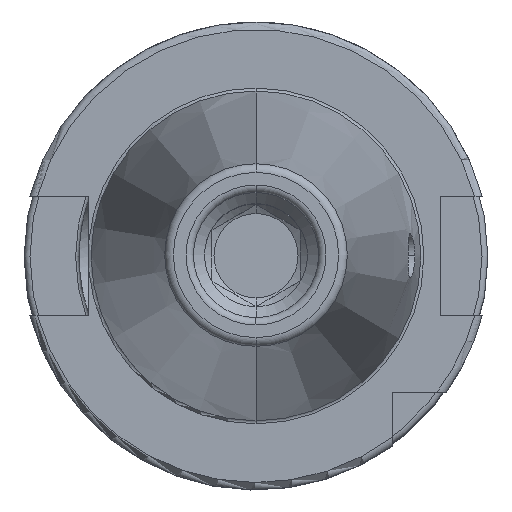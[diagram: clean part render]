
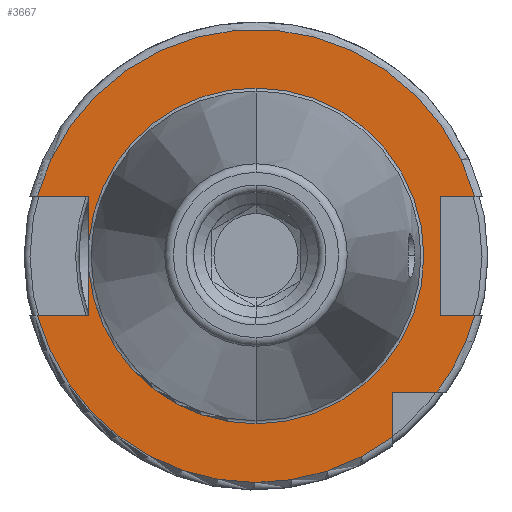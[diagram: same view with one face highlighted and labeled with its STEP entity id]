
A CAD part, top view. The second image highlights one B-rep face of the part: STEP entity #3667.
In plain terms, the highlighted planar face has unit normal (0, 0, 1).
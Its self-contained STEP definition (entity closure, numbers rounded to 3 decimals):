
#353=DIRECTION('',(1,0,0));
#354=VECTOR('',#353,7.004);
#355=CARTESIAN_POINT('',(-29.704,-8.05,15.9));
#356=LINE('',#355,#354);
#357=DIRECTION('',(0,1,0));
#358=VECTOR('',#357,5.917);
#359=CARTESIAN_POINT('',(-22.7,-8.05,15.9));
#360=LINE('',#359,#358);
#361=DIRECTION('',(0,1,0));
#362=VECTOR('',#361,5.917);
#363=CARTESIAN_POINT('',(-22.7,2.133,15.9));
#364=LINE('',#363,#362);
#365=DIRECTION('',(1,0,0));
#366=VECTOR('',#365,7.004);
#367=CARTESIAN_POINT('',(-29.704,8.05,15.9));
#368=LINE('',#367,#366);
#369=DIRECTION('',(-1,0,0));
#370=VECTOR('',#369,4.704);
#371=CARTESIAN_POINT('',(29.704,8.05,15.9));
#372=LINE('',#371,#370);
#373=DIRECTION('',(0,-1,0));
#374=VECTOR('',#373,16.1);
#375=CARTESIAN_POINT('',(25,8.05,15.9));
#376=LINE('',#375,#374);
#377=DIRECTION('',(-1,0,0));
#378=VECTOR('',#377,4.704);
#379=CARTESIAN_POINT('',(29.704,-8.05,15.9));
#380=LINE('',#379,#378);
#381=CARTESIAN_POINT('',(0,0,15.9));
#382=DIRECTION('',(0,0,1));
#383=DIRECTION('',(0.799,-0.601,0));
#384=AXIS2_PLACEMENT_3D('',#381,#382,#383);
#386=DIRECTION('',(-1,0,0));
#387=VECTOR('',#386,6.094);
#388=CARTESIAN_POINT('',(24.594,-18.5,15.9));
#389=LINE('',#388,#387);
#390=DIRECTION('',(0,1,0));
#391=VECTOR('',#390,6.094);
#392=CARTESIAN_POINT('',(18.5,-24.594,15.9));
#393=LINE('',#392,#391);
#404=CARTESIAN_POINT('',(0,0,15.9));
#405=DIRECTION('',(0,0,1));
#406=DIRECTION('',(0,1,0));
#407=AXIS2_PLACEMENT_3D('',#404,#405,#406);
#419=CARTESIAN_POINT('',(0,0,15.9));
#420=DIRECTION('',(0,0,1));
#421=DIRECTION('',(-0.996,-0.094,0));
#422=AXIS2_PLACEMENT_3D('',#419,#420,#421);
#424=CARTESIAN_POINT('',(0,0,15.9));
#425=DIRECTION('',(0,0,-1));
#426=DIRECTION('',(0,1,0));
#427=AXIS2_PLACEMENT_3D('',#424,#425,#426);
#2147=CARTESIAN_POINT('',(0,0,15.9));
#2148=DIRECTION('',(0,0,1));
#2149=DIRECTION('',(0.965,0.262,0));
#2150=AXIS2_PLACEMENT_3D('',#2147,#2148,#2149);
#2198=CARTESIAN_POINT('',(0,0,15.9));
#2199=DIRECTION('',(0,0,1));
#2200=DIRECTION('',(-0.965,-0.262,0));
#2201=AXIS2_PLACEMENT_3D('',#2198,#2199,#2200);
#2638=CARTESIAN_POINT('',(0,22.8,15.9));
#2640=VERTEX_POINT('',#2638);
#2660=CARTESIAN_POINT('',(0,-22.8,15.9));
#2662=VERTEX_POINT('',#2660);
#2786=CARTESIAN_POINT('',(-29.704,-8.05,15.9));
#2787=CARTESIAN_POINT('',(-22.7,-8.05,15.9));
#2788=VERTEX_POINT('',#2786);
#2789=VERTEX_POINT('',#2787);
#2790=CARTESIAN_POINT('',(-22.7,-2.133,15.9));
#2791=VERTEX_POINT('',#2790);
#2792=CARTESIAN_POINT('',(-22.7,2.133,15.9));
#2793=CARTESIAN_POINT('',(-22.7,8.05,15.9));
#2794=VERTEX_POINT('',#2792);
#2795=VERTEX_POINT('',#2793);
#2796=CARTESIAN_POINT('',(-29.704,8.05,15.9));
#2797=VERTEX_POINT('',#2796);
#2798=CARTESIAN_POINT('',(25,8.05,15.9));
#2799=CARTESIAN_POINT('',(25,-8.05,15.9));
#2800=VERTEX_POINT('',#2798);
#2801=VERTEX_POINT('',#2799);
#2802=CARTESIAN_POINT('',(29.704,-8.05,15.9));
#2803=VERTEX_POINT('',#2802);
#2804=CARTESIAN_POINT('',(29.704,8.05,15.9));
#2805=VERTEX_POINT('',#2804);
#2806=CARTESIAN_POINT('',(18.5,-24.594,15.9));
#2807=CARTESIAN_POINT('',(18.5,-18.5,15.9));
#2808=VERTEX_POINT('',#2806);
#2809=VERTEX_POINT('',#2807);
#2810=CARTESIAN_POINT('',(24.594,-18.5,15.9));
#2811=VERTEX_POINT('',#2810);
#3637=CARTESIAN_POINT('',(0,0,15.9));
#3638=DIRECTION('',(0,0,-1));
#3639=DIRECTION('',(0,-1,0));
#3640=AXIS2_PLACEMENT_3D('',#3637,#3638,#3639);
#3641=PLANE('',#3640);
#3642=ORIENTED_EDGE('',*,*,#3614,.T.);
#3643=ORIENTED_EDGE('',*,*,#3368,.T.);
#3645=ORIENTED_EDGE('',*,*,#3644,.T.);
#3647=ORIENTED_EDGE('',*,*,#3646,.F.);
#3649=ORIENTED_EDGE('',*,*,#3648,.T.);
#3650=ORIENTED_EDGE('',*,*,#3364,.T.);
#3651=ORIENTED_EDGE('',*,*,#3414,.F.);
#3653=ORIENTED_EDGE('',*,*,#3652,.F.);
#3655=ORIENTED_EDGE('',*,*,#3654,.T.);
#3657=ORIENTED_EDGE('',*,*,#3656,.T.);
#3658=ORIENTED_EDGE('',*,*,#3270,.F.);
#3660=ORIENTED_EDGE('',*,*,#3659,.F.);
#3661=ORIENTED_EDGE('',*,*,#3467,.T.);
#3662=ORIENTED_EDGE('',*,*,#3518,.F.);
#3664=ORIENTED_EDGE('',*,*,#3663,.F.);
#3665=EDGE_LOOP('',(#3642,#3643,#3645,#3647,#3649,#3650,#3651,#3653,#3655,#3657,
#3658,#3660,#3661,#3662,#3664));
#3666=FACE_OUTER_BOUND('',#3665,.F.);
#3667=ADVANCED_FACE('',(#3666),#3641,.F.);
#385=CIRCLE('',#384,30.775);
#408=CIRCLE('',#407,22.8);
#423=CIRCLE('',#422,22.8);
#428=CIRCLE('',#427,22.8);
#2151=CIRCLE('',#2150,30.775);
#2202=CIRCLE('',#2201,30.775);
#3270=EDGE_CURVE('',#2803,#2801,#380,.T.);
#3364=EDGE_CURVE('',#2794,#2795,#364,.T.);
#3368=EDGE_CURVE('',#2789,#2791,#360,.T.);
#3414=EDGE_CURVE('',#2797,#2795,#368,.T.);
#3467=EDGE_CURVE('',#2811,#2809,#389,.T.);
#3518=EDGE_CURVE('',#2808,#2809,#393,.T.);
#3614=EDGE_CURVE('',#2788,#2789,#356,.T.);
#3644=EDGE_CURVE('',#2791,#2662,#423,.T.);
#3646=EDGE_CURVE('',#2640,#2662,#428,.T.);
#3648=EDGE_CURVE('',#2640,#2794,#408,.T.);
#3652=EDGE_CURVE('',#2805,#2797,#2151,.T.);
#3654=EDGE_CURVE('',#2805,#2800,#372,.T.);
#3656=EDGE_CURVE('',#2800,#2801,#376,.T.);
#3659=EDGE_CURVE('',#2811,#2803,#385,.T.);
#3663=EDGE_CURVE('',#2788,#2808,#2202,.T.);
